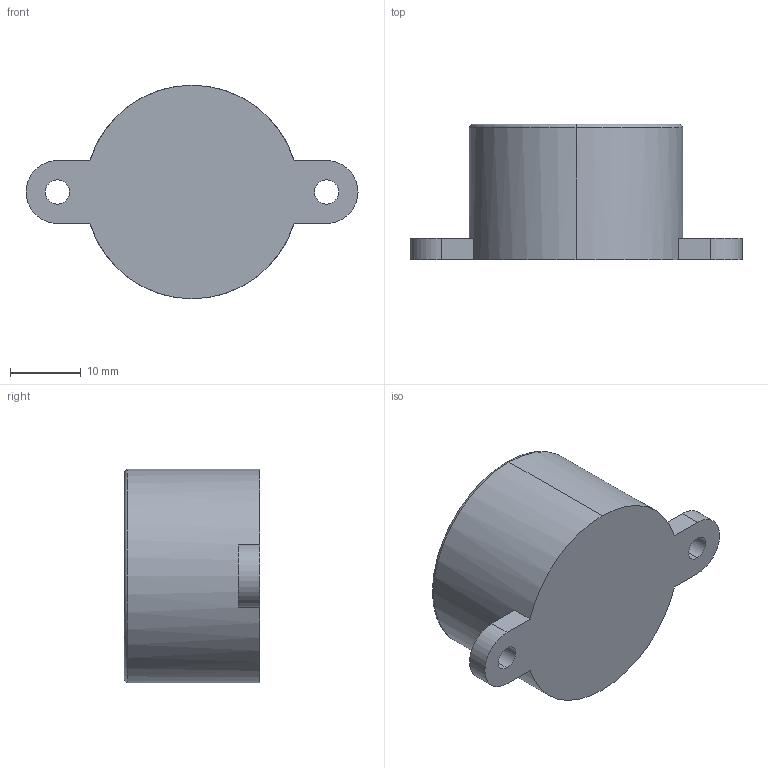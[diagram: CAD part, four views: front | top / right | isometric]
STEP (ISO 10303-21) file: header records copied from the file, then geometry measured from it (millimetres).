
FILE_DESCRIPTION (( 'STEP AP214' ), '1' );
FILE_NAME ('56965T12 Miniature Buzzer.step', '2021-02-21T00:25:05', ( '' ), ( '' ), 'SwSTEP 2.0', 'SolidWorks 2021', '' );
FILE_SCHEMA (( 'AUTOMOTIVE_DESIGN' ));
Length unit declared in the file: inch
Products named in the file (1): 56965T12 Miniature Buzzer
Bounding box: 46.99 x 19.18 x 30.23 mm (x, y, z)
Volume: 14084.5 mm3; surface area: 3652.7 mm2
Topology: 1 solids, 1 shells, 21 faces, 52 edges, 34 vertices
Faces by surface type: cylinder 10, plane 9, torus 2
Entity records: 686 total; most frequent: DIRECTION 124, CARTESIAN_POINT 108, ORIENTED_EDGE 104, EDGE_CURVE 52, AXIS2_PLACEMENT_3D 50, VERTEX_POINT 34, CIRCLE 28, EDGE_LOOP 26
